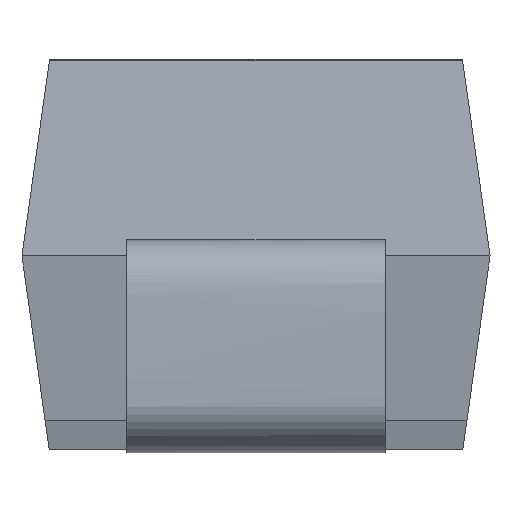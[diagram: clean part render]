
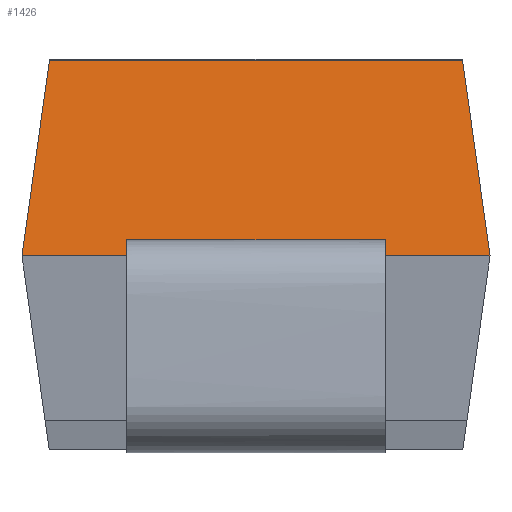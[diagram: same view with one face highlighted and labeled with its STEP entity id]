
A CAD part, left-side view. The second image highlights one B-rep face of the part: STEP entity #1426.
In plain terms, the highlighted planar face has unit normal (-0.99, 0, 0.139).
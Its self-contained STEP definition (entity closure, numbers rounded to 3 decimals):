
#18 = VECTOR ( 'NONE', #1318, 1000. ) ;
#96 = DIRECTION ( 'NONE',  ( -0.99, 0., 0.139 ) ) ;
#120 = LINE ( 'NONE', #759, #1484 ) ;
#131 = LINE ( 'NONE', #142, #1441 ) ;
#142 = CARTESIAN_POINT ( 'NONE',  ( -2.13, 0., 2.43 ) ) ;
#190 = LINE ( 'NONE', #2045, #450 ) ;
#263 = CARTESIAN_POINT ( 'NONE',  ( -2.3, -1.45, 1.22 ) ) ;
#290 = ORIENTED_EDGE ( 'NONE', *, *, #788, .F. ) ;
#314 = DIRECTION ( 'NONE',  ( 0.138, 0.138, 0.981 ) ) ;
#324 = EDGE_CURVE ( 'NONE', #1462, #1300, #631, .T. ) ;
#374 = CARTESIAN_POINT ( 'NONE',  ( -2.3, -1.45, 1.22 ) ) ;
#413 = EDGE_CURVE ( 'NONE', #1549, #930, #1918, .T. ) ;
#450 = VECTOR ( 'NONE', #829, 1000. ) ;
#485 = VECTOR ( 'NONE', #1785, 1000. ) ;
#556 = EDGE_LOOP ( 'NONE', ( #1084, #1985, #290, #1884, #586, #578, #1940, #865 ) ) ;
#578 = ORIENTED_EDGE ( 'NONE', *, *, #1037, .F. ) ;
#586 = ORIENTED_EDGE ( 'NONE', *, *, #413, .F. ) ;
#631 = LINE ( 'NONE', #935, #1699 ) ;
#670 = EDGE_CURVE ( 'NONE', #1380, #930, #1109, .T. ) ;
#679 = CARTESIAN_POINT ( 'NONE',  ( -2.3, -1.45, 1.22 ) ) ;
#703 = DIRECTION ( 'NONE',  ( 0.139, 0., 0.99 ) ) ;
#720 = LINE ( 'NONE', #374, #1216 ) ;
#726 = AXIS2_PLACEMENT_3D ( 'NONE', #1678, #96, #703 ) ;
#739 = CARTESIAN_POINT ( 'NONE',  ( -2.3, -0.8, 1.22 ) ) ;
#759 = CARTESIAN_POINT ( 'NONE',  ( -2.286, -0.8, 1.32 ) ) ;
#788 = EDGE_CURVE ( 'NONE', #1380, #1300, #131, .T. ) ;
#829 = DIRECTION ( 'NONE',  ( -0.139, 0., -0.99 ) ) ;
#865 = ORIENTED_EDGE ( 'NONE', *, *, #1853, .T. ) ;
#883 = VERTEX_POINT ( 'NONE', #1669 ) ;
#930 = VERTEX_POINT ( 'NONE', #1516 ) ;
#935 = CARTESIAN_POINT ( 'NONE',  ( -2.3, -1.45, 1.22 ) ) ;
#938 = CARTESIAN_POINT ( 'NONE',  ( -2.286, -0.8, 1.32 ) ) ;
#941 = EDGE_CURVE ( 'NONE', #883, #1689, #1796, .T. ) ;
#1005 = EDGE_CURVE ( 'NONE', #1462, #1799, #720, .T. ) ;
#1023 = DIRECTION ( 'NONE',  ( 0., 1., 0. ) ) ;
#1037 = EDGE_CURVE ( 'NONE', #883, #1549, #190, .T. ) ;
#1084 = ORIENTED_EDGE ( 'NONE', *, *, #1005, .F. ) ;
#1109 = LINE ( 'NONE', #1732, #1668 ) ;
#1114 = DIRECTION ( 'NONE',  ( 0., -1., 0. ) ) ;
#1162 = CARTESIAN_POINT ( 'NONE',  ( -2.286, -1.45, 1.32 ) ) ;
#1215 = DIRECTION ( 'NONE',  ( -0.138, 0.138, -0.981 ) ) ;
#1216 = VECTOR ( 'NONE', #1023, 1000. ) ;
#1217 = CARTESIAN_POINT ( 'NONE',  ( -2.3, 0.8, 1.22 ) ) ;
#1300 = VERTEX_POINT ( 'NONE', #1937 ) ;
#1318 = DIRECTION ( 'NONE',  ( 0., 1., 0. ) ) ;
#1366 = FACE_OUTER_BOUND ( 'NONE', #556, .T. ) ;
#1380 = VERTEX_POINT ( 'NONE', #1468 ) ;
#1426 = ADVANCED_FACE ( 'NONE', ( #1366 ), #1834, .T. ) ;
#1441 = VECTOR ( 'NONE', #1114, 1000. ) ;
#1462 = VERTEX_POINT ( 'NONE', #263 ) ;
#1468 = CARTESIAN_POINT ( 'NONE',  ( -2.13, 1.28, 2.43 ) ) ;
#1484 = VECTOR ( 'NONE', #1870, 1000. ) ;
#1516 = CARTESIAN_POINT ( 'NONE',  ( -2.3, 1.45, 1.22 ) ) ;
#1549 = VERTEX_POINT ( 'NONE', #1217 ) ;
#1668 = VECTOR ( 'NONE', #1215, 1000. ) ;
#1669 = CARTESIAN_POINT ( 'NONE',  ( -2.286, 0.8, 1.32 ) ) ;
#1678 = CARTESIAN_POINT ( 'NONE',  ( -2.3, -1.45, 1.22 ) ) ;
#1689 = VERTEX_POINT ( 'NONE', #938 ) ;
#1699 = VECTOR ( 'NONE', #314, 1000. ) ;
#1732 = CARTESIAN_POINT ( 'NONE',  ( -2.13, 1.28, 2.43 ) ) ;
#1785 = DIRECTION ( 'NONE',  ( 0., -1., 0. ) ) ;
#1796 = LINE ( 'NONE', #1162, #485 ) ;
#1799 = VERTEX_POINT ( 'NONE', #739 ) ;
#1834 = PLANE ( 'NONE',  #726 ) ;
#1853 = EDGE_CURVE ( 'NONE', #1689, #1799, #120, .T. ) ;
#1870 = DIRECTION ( 'NONE',  ( -0.139, 0., -0.99 ) ) ;
#1884 = ORIENTED_EDGE ( 'NONE', *, *, #670, .T. ) ;
#1918 = LINE ( 'NONE', #679, #18 ) ;
#1937 = CARTESIAN_POINT ( 'NONE',  ( -2.13, -1.28, 2.43 ) ) ;
#1940 = ORIENTED_EDGE ( 'NONE', *, *, #941, .T. ) ;
#1985 = ORIENTED_EDGE ( 'NONE', *, *, #324, .T. ) ;
#2045 = CARTESIAN_POINT ( 'NONE',  ( -2.286, 0.8, 1.32 ) ) ;
